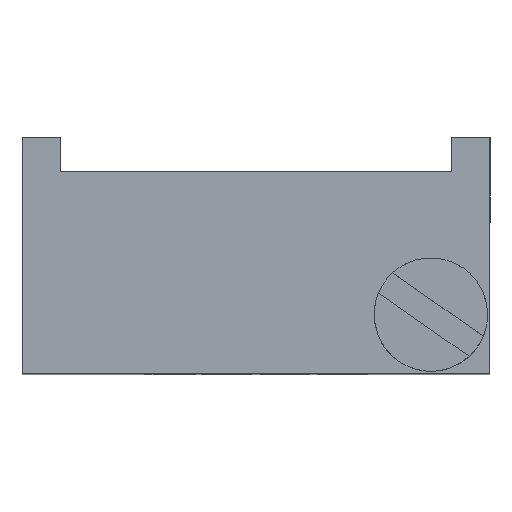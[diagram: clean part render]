
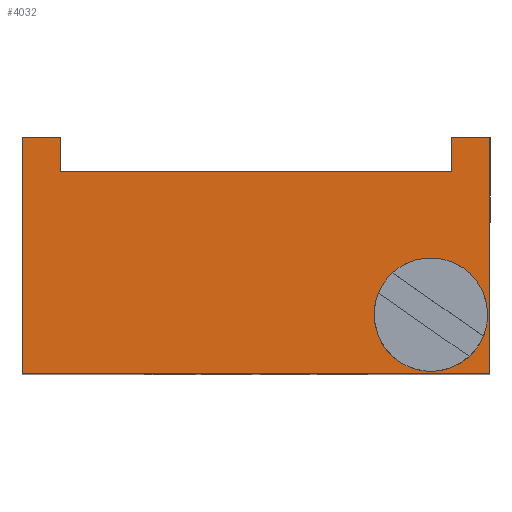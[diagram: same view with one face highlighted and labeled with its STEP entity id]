
A CAD part, top view. The second image highlights one B-rep face of the part: STEP entity #4032.
In plain terms, the highlighted planar face has unit normal (0, 0, 1).
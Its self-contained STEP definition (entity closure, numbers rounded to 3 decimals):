
#319 = EDGE_LOOP ( 'NONE', ( #864, #8881 ) ) ;
#864 = ORIENTED_EDGE ( 'NONE', *, *, #1100, .F. ) ;
#914 = PLANE ( 'NONE',  #6316 ) ;
#1014 = DIRECTION ( 'NONE',  ( 0., 0., 1. ) ) ;
#1100 = EDGE_CURVE ( 'NONE', #16810, #18397, #6208, .T. ) ;
#1302 = VERTEX_POINT ( 'NONE', #7258 ) ;
#1345 = CARTESIAN_POINT ( 'NONE',  ( 3.55, -1.2, 10. ) ) ;
#1525 = EDGE_CURVE ( 'NONE', #7640, #10299, #12652, .T. ) ;
#1937 = CARTESIAN_POINT ( 'NONE',  ( -3.97, 2.4, 10. ) ) ;
#2116 = LINE ( 'NONE', #16258, #13156 ) ;
#2672 = DIRECTION ( 'NONE',  ( 1., 0., 0. ) ) ;
#2856 = LINE ( 'NONE', #11345, #9029 ) ;
#3371 = FACE_OUTER_BOUND ( 'NONE', #17588, .T. ) ;
#3435 = EDGE_CURVE ( 'NONE', #3453, #6974, #2856, .T. ) ;
#3453 = VERTEX_POINT ( 'NONE', #1937 ) ;
#3510 = DIRECTION ( 'NONE',  ( 1., 0., 0. ) ) ;
#3628 = VECTOR ( 'NONE', #9565, 1000. ) ;
#3637 = CARTESIAN_POINT ( 'NONE',  ( -4.75, 2.4, 10. ) ) ;
#3802 = ORIENTED_EDGE ( 'NONE', *, *, #7979, .T. ) ;
#4032 = ADVANCED_FACE ( 'NONE', ( #8018, #3371 ), #914, .T. ) ;
#4394 = CARTESIAN_POINT ( 'NONE',  ( -3.97, 1.7, 10. ) ) ;
#4920 = ORIENTED_EDGE ( 'NONE', *, *, #1525, .F. ) ;
#5824 = EDGE_CURVE ( 'NONE', #1302, #18498, #14942, .T. ) ;
#6096 = ORIENTED_EDGE ( 'NONE', *, *, #3435, .T. ) ;
#6208 = CIRCLE ( 'NONE', #17899, 1.15 ) ;
#6230 = ORIENTED_EDGE ( 'NONE', *, *, #5824, .T. ) ;
#6316 = AXIS2_PLACEMENT_3D ( 'NONE', #18143, #1014, #12691 ) ;
#6759 = CARTESIAN_POINT ( 'NONE',  ( -4.75, 2.4, 10. ) ) ;
#6769 = DIRECTION ( 'NONE',  ( 0., 0., 1. ) ) ;
#6974 = VERTEX_POINT ( 'NONE', #6759 ) ;
#7258 = CARTESIAN_POINT ( 'NONE',  ( 4.75, -2.4, 10. ) ) ;
#7370 = VECTOR ( 'NONE', #18367, 1000. ) ;
#7640 = VERTEX_POINT ( 'NONE', #7784 ) ;
#7784 = CARTESIAN_POINT ( 'NONE',  ( 3.97, 1.7, 10. ) ) ;
#7801 = CARTESIAN_POINT ( 'NONE',  ( 4.75, 2.4, 10. ) ) ;
#7979 = EDGE_CURVE ( 'NONE', #18498, #10299, #16567, .T. ) ;
#8018 = FACE_BOUND ( 'NONE', #319, .T. ) ;
#8854 = CIRCLE ( 'NONE', #9440, 1.15 ) ;
#8881 = ORIENTED_EDGE ( 'NONE', *, *, #10042, .F. ) ;
#9029 = VECTOR ( 'NONE', #12961, 1000. ) ;
#9248 = VECTOR ( 'NONE', #18365, 1000. ) ;
#9272 = VERTEX_POINT ( 'NONE', #13434 ) ;
#9440 = AXIS2_PLACEMENT_3D ( 'NONE', #1345, #6769, #12552 ) ;
#9559 = CARTESIAN_POINT ( 'NONE',  ( 3.97, 1.7, 10. ) ) ;
#9565 = DIRECTION ( 'NONE',  ( 0., 1., 0. ) ) ;
#9848 = CARTESIAN_POINT ( 'NONE',  ( -4.75, 2.4, 10. ) ) ;
#9930 = ORIENTED_EDGE ( 'NONE', *, *, #16425, .T. ) ;
#10042 = EDGE_CURVE ( 'NONE', #18397, #16810, #8854, .T. ) ;
#10047 = EDGE_CURVE ( 'NONE', #9272, #1302, #12750, .T. ) ;
#10079 = DIRECTION ( 'NONE',  ( 0., 1., 0. ) ) ;
#10299 = VERTEX_POINT ( 'NONE', #15778 ) ;
#10422 = ORIENTED_EDGE ( 'NONE', *, *, #11878, .F. ) ;
#10431 = CARTESIAN_POINT ( 'NONE',  ( -3.97, 1.7, 10. ) ) ;
#10969 = VERTEX_POINT ( 'NONE', #10431 ) ;
#11055 = CARTESIAN_POINT ( 'NONE',  ( -4.75, -2.4, 10. ) ) ;
#11345 = CARTESIAN_POINT ( 'NONE',  ( -4.75, 2.4, 10. ) ) ;
#11878 = EDGE_CURVE ( 'NONE', #10969, #7640, #2116, .T. ) ;
#11953 = DIRECTION ( 'NONE',  ( -1., 0., 0. ) ) ;
#12390 = CARTESIAN_POINT ( 'NONE',  ( 3.55, -1.2, 10. ) ) ;
#12552 = DIRECTION ( 'NONE',  ( 1., 0., 0. ) ) ;
#12652 = LINE ( 'NONE', #9559, #9248 ) ;
#12669 = LINE ( 'NONE', #9848, #15311 ) ;
#12691 = DIRECTION ( 'NONE',  ( 1., 0., 0. ) ) ;
#12693 = CARTESIAN_POINT ( 'NONE',  ( 2.4, -1.2, 10. ) ) ;
#12750 = LINE ( 'NONE', #11055, #7370 ) ;
#12961 = DIRECTION ( 'NONE',  ( -1., 0., 0. ) ) ;
#13087 = CARTESIAN_POINT ( 'NONE',  ( 4.7, -1.2, 10. ) ) ;
#13156 = VECTOR ( 'NONE', #3510, 1000. ) ;
#13266 = VECTOR ( 'NONE', #10079, 1000. ) ;
#13434 = CARTESIAN_POINT ( 'NONE',  ( -4.75, -2.4, 10. ) ) ;
#14942 = LINE ( 'NONE', #7801, #3628 ) ;
#15207 = EDGE_CURVE ( 'NONE', #10969, #3453, #17049, .T. ) ;
#15311 = VECTOR ( 'NONE', #17361, 1000. ) ;
#15628 = CARTESIAN_POINT ( 'NONE',  ( 4.75, 2.4, 10. ) ) ;
#15778 = CARTESIAN_POINT ( 'NONE',  ( 3.97, 2.4, 10. ) ) ;
#15805 = VECTOR ( 'NONE', #11953, 1000. ) ;
#16258 = CARTESIAN_POINT ( 'NONE',  ( 3.97, 1.7, 10. ) ) ;
#16425 = EDGE_CURVE ( 'NONE', #6974, #9272, #12669, .T. ) ;
#16567 = LINE ( 'NONE', #3637, #15805 ) ;
#16730 = DIRECTION ( 'NONE',  ( 0., 0., 1. ) ) ;
#16810 = VERTEX_POINT ( 'NONE', #12693 ) ;
#17049 = LINE ( 'NONE', #4394, #13266 ) ;
#17361 = DIRECTION ( 'NONE',  ( 0., -1., 0. ) ) ;
#17588 = EDGE_LOOP ( 'NONE', ( #4920, #10422, #17781, #6096, #9930, #18339, #6230, #3802 ) ) ;
#17781 = ORIENTED_EDGE ( 'NONE', *, *, #15207, .T. ) ;
#17899 = AXIS2_PLACEMENT_3D ( 'NONE', #12390, #16730, #2672 ) ;
#18143 = CARTESIAN_POINT ( 'NONE',  ( 0., 0., 10. ) ) ;
#18339 = ORIENTED_EDGE ( 'NONE', *, *, #10047, .T. ) ;
#18365 = DIRECTION ( 'NONE',  ( 0., 1., 0. ) ) ;
#18367 = DIRECTION ( 'NONE',  ( 1., 0., 0. ) ) ;
#18397 = VERTEX_POINT ( 'NONE', #13087 ) ;
#18498 = VERTEX_POINT ( 'NONE', #15628 ) ;
